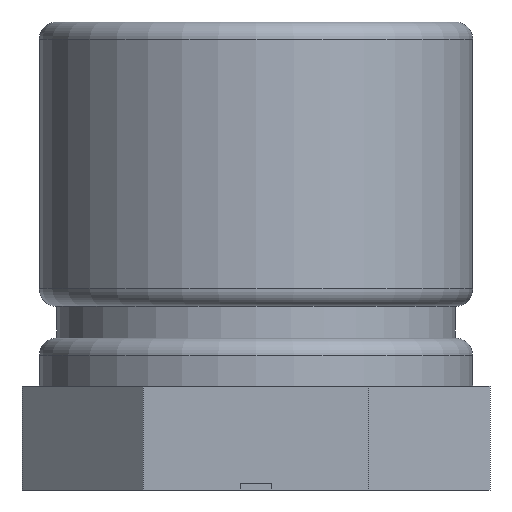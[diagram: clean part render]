
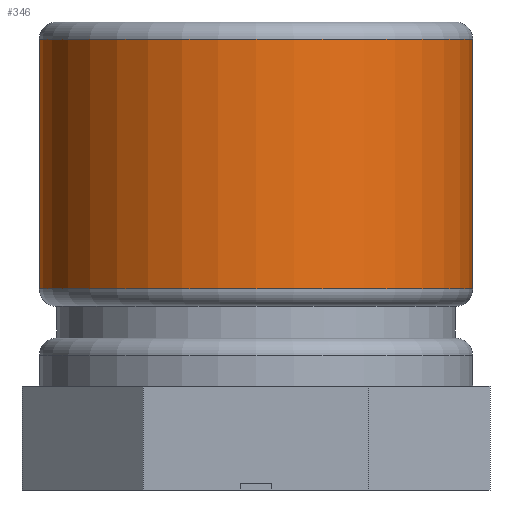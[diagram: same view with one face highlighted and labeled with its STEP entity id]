
A CAD part, front view. The second image highlights one B-rep face of the part: STEP entity #346.
In plain terms, the highlighted cylindrical face has radius 6.25 mm (diameter 12.5 mm), a full revolution.
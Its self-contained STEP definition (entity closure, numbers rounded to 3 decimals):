
#346=ADVANCED_FACE('',(#607,#609),#611,.T.);
#607=FACE_OUTER_BOUND('',#608,.T.);
#608=EDGE_LOOP('',(#781));
#609=FACE_OUTER_BOUND('',#610,.T.);
#610=EDGE_LOOP('',(#782));
#611=CYLINDRICAL_SURFACE('',#612,6.25);
#612=AXIS2_PLACEMENT_3D('',#613,#614,#615);
#613=CARTESIAN_POINT('',(0.,0.,5.799));
#614=DIRECTION('',(0.,0.,1.));
#615=DIRECTION('',(0.,1.,0.));
#781=ORIENTED_EDGE('',*,*,#861,.F.);
#782=ORIENTED_EDGE('',*,*,#858,.T.);
#858=EDGE_CURVE('',#983,#983,#984,.T.);
#861=EDGE_CURVE('',#987,#987,#988,.T.);
#983=VERTEX_POINT('',#1265);
#984=CIRCLE('',#1266,6.25);
#987=VERTEX_POINT('',#1278);
#988=CIRCLE('',#1279,6.25);
#1265=CARTESIAN_POINT('',(0.,6.25,5.799));
#1266=AXIS2_PLACEMENT_3D('',#1267,#1268,#1269);
#1267=CARTESIAN_POINT('',(0.,0.,5.799));
#1268=DIRECTION('',(0.,-0.,1.));
#1269=DIRECTION('',(0.,1.,0.));
#1278=CARTESIAN_POINT('',(0.,6.25,13.));
#1279=AXIS2_PLACEMENT_3D('',#1280,#1281,#1282);
#1280=CARTESIAN_POINT('',(0.,0.,13.));
#1281=DIRECTION('',(0.,-0.,1.));
#1282=DIRECTION('',(0.,1.,0.));
